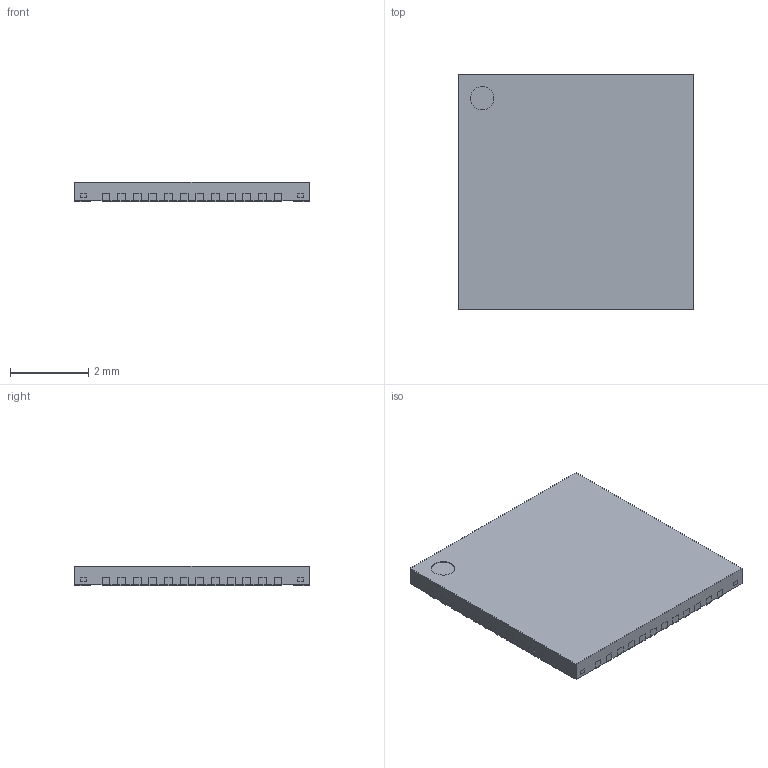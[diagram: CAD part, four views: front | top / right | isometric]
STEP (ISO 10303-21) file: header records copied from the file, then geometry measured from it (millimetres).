
FILE_DESCRIPTION (( 'STEP AP214' ), '1' );
FILE_NAME ('QFN-48_L6.0-W6.0-P0.40-TL-EP4.4.STEP', '2024-03-01T02:10:00', ( '' ), ( '' ), 'SwSTEP 2.0', 'SolidWorks 2022', '' );
FILE_SCHEMA (( 'AUTOMOTIVE_DESIGN' ));
Length unit declared in the file: millimetre
Products named in the file (1): QFN-48_L6.0-W6.0-P0.40-TL-EP4.4
Bounding box: 6 x 6 x 0.5 mm (x, y, z)
Surface area: 160.9 mm2
Topology: 98 solids, 98 shells, 1080 faces, 2657 edges, 1782 vertices
Faces by surface type: plane 790, cylinder 290
Entity records: 32803 total; most frequent: CARTESIAN_POINT 5520, DIRECTION 5399, ORIENTED_EDGE 5314, EDGE_CURVE 2657, VECTOR 2077, LINE 2077, VERTEX_POINT 1782, AXIS2_PLACEMENT_3D 1661
